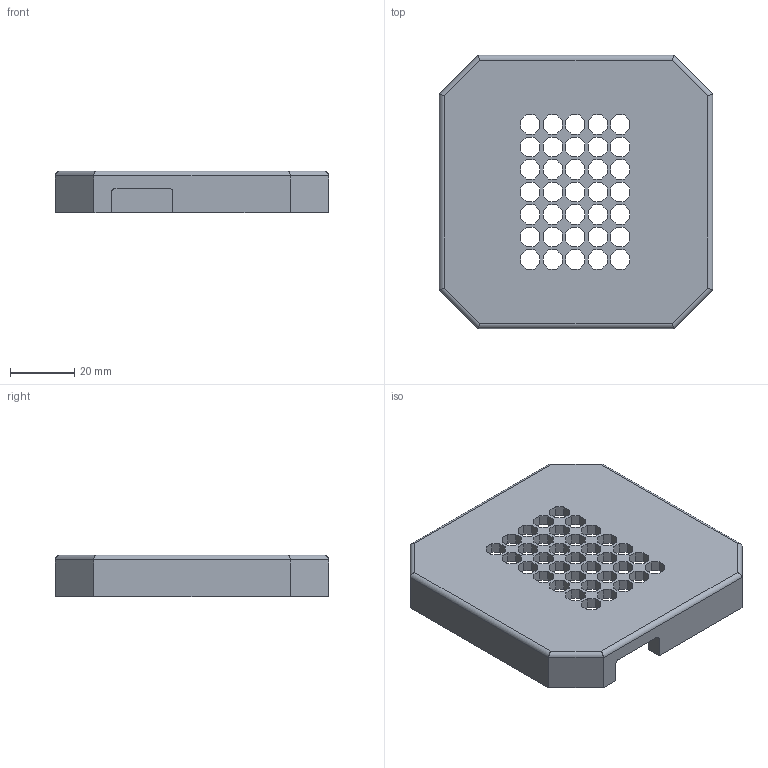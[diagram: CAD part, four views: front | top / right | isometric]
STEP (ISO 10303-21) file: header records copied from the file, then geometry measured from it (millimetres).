
FILE_DESCRIPTION(/* description */ (''),/* implementation_level */ '2;1');
FILE_NAME(/* name */ 'cubus_case.step',/* time_stamp */ '2025-12-09T21:34:23+01:00',/* author */ (''),/* organization */ (''),/* preprocessor_version */ 'ST-DEVELOPER v20.1',/* originating_system */ 'Autodesk Translation Framework v14.17.0.0',/* authorisation */ '');
FILE_SCHEMA (('AUTOMOTIVE_DESIGN { 1 0 10303 214 3 1 1 }'));
Length unit declared in the file: millimetre
Products named in the file (1): HexCase
Bounding box: 85 x 85 x 13 mm (x, y, z)
Volume: 33536.8 mm3; surface area: 20812.8 mm2
Topology: 1 solids, 1 shells, 320 faces, 934 edges, 620 vertices
Faces by surface type: plane 306, cylinder 14
Full cylindrical faces by diameter (mm): 2.896 x2, 3.4 x2
Entity records: 10547 total; most frequent: CARTESIAN_POINT 1875, ORIENTED_EDGE 1868, DIRECTION 1596, EDGE_CURVE 934, LINE 914, VECTOR 914, VERTEX_POINT 620, EDGE_LOOP 394
